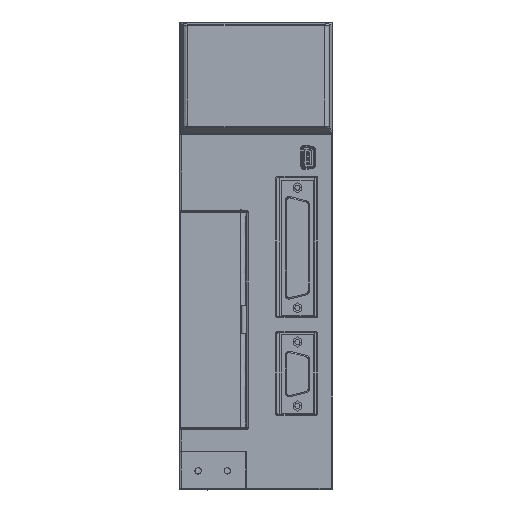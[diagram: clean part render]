
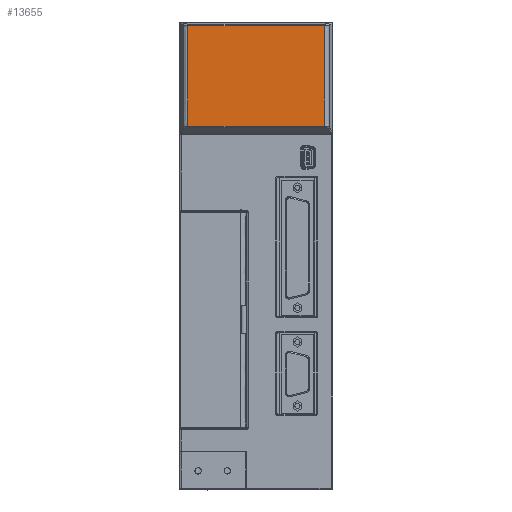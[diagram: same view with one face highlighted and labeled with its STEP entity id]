
A CAD part, front view. The second image highlights one B-rep face of the part: STEP entity #13655.
In plain terms, the highlighted planar face has unit normal (0, -1, 0).
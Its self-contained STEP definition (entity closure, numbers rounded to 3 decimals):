
#13655=ADVANCED_FACE('',(#17371),#115518,.T.);
#17371=FACE_OUTER_BOUND('',#21167,.T.);
#21167=EDGE_LOOP('',(#29584,#29585,#29586,#29587));
#29584=ORIENTED_EDGE('',*,*,#52226,.F.);
#29585=ORIENTED_EDGE('',*,*,#52227,.T.);
#29586=ORIENTED_EDGE('',*,*,#52228,.T.);
#29587=ORIENTED_EDGE('',*,*,#52225,.F.);
#52225=EDGE_CURVE('',#97503,#97504,#77158,.T.);
#52226=EDGE_CURVE('',#97505,#97503,#77159,.T.);
#52227=EDGE_CURVE('',#97505,#97506,#77160,.T.);
#52228=EDGE_CURVE('',#97506,#97504,#77161,.T.);
#77158=B_SPLINE_CURVE_WITH_KNOTS('',1,(#151734,#151735),.UNSPECIFIED.,.F.,
 .F.,(2,2),(-53.617,0.),.UNSPECIFIED.);
#77159=B_SPLINE_CURVE_WITH_KNOTS('',1,(#151736,#151737),.UNSPECIFIED.,.F.,
 .F.,(2,2),(-39.333,0.),.UNSPECIFIED.);
#77160=B_SPLINE_CURVE_WITH_KNOTS('',1,(#151738,#151739),.UNSPECIFIED.,.F.,
 .F.,(2,2),(0.,53.617),.UNSPECIFIED.);
#77161=B_SPLINE_CURVE_WITH_KNOTS('',1,(#151740,#151741),.UNSPECIFIED.,.F.,
 .F.,(2,2),(-39.333,0.),.UNSPECIFIED.);
#97503=VERTEX_POINT('',#151730);
#97504=VERTEX_POINT('',#151731);
#97505=VERTEX_POINT('',#151732);
#97506=VERTEX_POINT('',#151733);
#115518=PLANE('',#118206);
#118206=AXIS2_PLACEMENT_3D('',#151729,#120878,$);
#120878=DIRECTION('',(0.,-1.,0.));
#151729=CARTESIAN_POINT('',(-124.185,-76.454,88.625));
#151730=CARTESIAN_POINT('',(-65.146,-76.454,92.618));
#151731=CARTESIAN_POINT('',(-118.763,-76.454,92.618));
#151732=CARTESIAN_POINT('',(-65.146,-76.454,131.951));
#151733=CARTESIAN_POINT('',(-118.763,-76.454,131.951));
#151734=CARTESIAN_POINT('',(-65.146,-76.454,92.618));
#151735=CARTESIAN_POINT('',(-118.763,-76.454,92.618));
#151736=CARTESIAN_POINT('',(-65.146,-76.454,131.951));
#151737=CARTESIAN_POINT('',(-65.146,-76.454,92.618));
#151738=CARTESIAN_POINT('',(-65.146,-76.454,131.951));
#151739=CARTESIAN_POINT('',(-118.763,-76.454,131.951));
#151740=CARTESIAN_POINT('',(-118.763,-76.454,131.951));
#151741=CARTESIAN_POINT('',(-118.763,-76.454,92.618));
